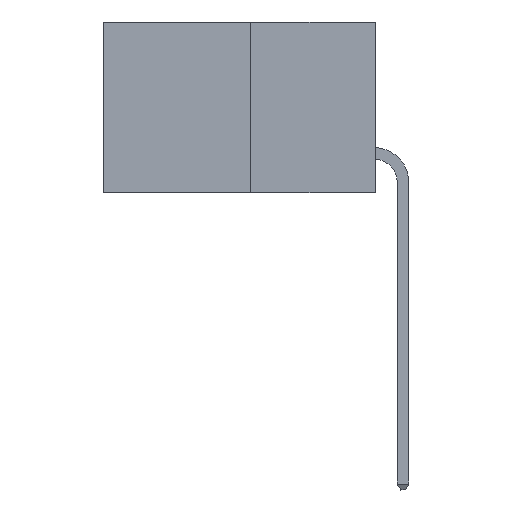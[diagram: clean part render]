
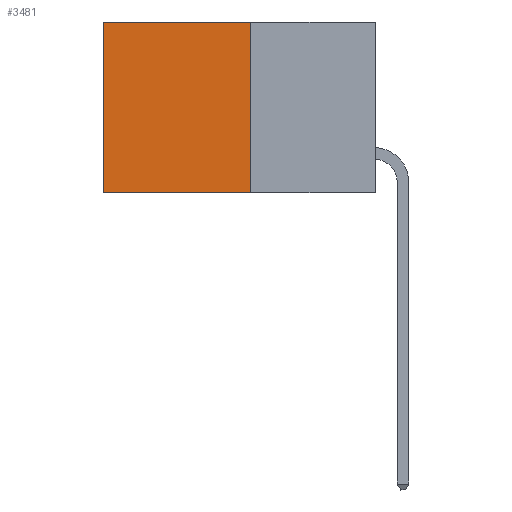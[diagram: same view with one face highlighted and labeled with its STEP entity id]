
A CAD part, left-side view. The second image highlights one B-rep face of the part: STEP entity #3481.
In plain terms, the highlighted planar face has unit normal (-1, 0, 0).
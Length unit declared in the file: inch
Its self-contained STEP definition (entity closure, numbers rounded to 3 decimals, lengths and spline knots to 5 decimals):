
#198 = AXIS2_PLACEMENT_3D ( 'NONE', #1769, #1409, #1381 ) ;
#400 = VECTOR ( 'NONE', #7774, 39.37008 ) ;
#559 = EDGE_CURVE ( 'NONE', #8703, #2118, #9939, .T. ) ;
#706 = EDGE_LOOP ( 'NONE', ( #10123, #892, #9404, #3381 ) ) ;
#707 = DIRECTION ( 'NONE',  ( 0., 0., -1. ) ) ;
#892 = ORIENTED_EDGE ( 'NONE', *, *, #9478, .F. ) ;
#915 = EDGE_CURVE ( 'NONE', #4333, #8703, #4989, .T. ) ;
#1381 = DIRECTION ( 'NONE',  ( 0., 0., -1. ) ) ;
#1409 = DIRECTION ( 'NONE',  ( 1., 0., 0. ) ) ;
#1511 = CARTESIAN_POINT ( 'NONE',  ( 0.277, 0.27, -0.37 ) ) ;
#1769 = CARTESIAN_POINT ( 'NONE',  ( 0.277, 0.27, -0.37 ) ) ;
#2101 = PLANE ( 'NONE',  #198 ) ;
#2118 = VERTEX_POINT ( 'NONE', #7732 ) ;
#2205 = LINE ( 'NONE', #7579, #10222 ) ;
#2283 = CARTESIAN_POINT ( 'NONE',  ( 0.277, 0.27, -0.37 ) ) ;
#2559 = CARTESIAN_POINT ( 'NONE',  ( 0.277, 0.27, 0. ) ) ;
#2845 = DIRECTION ( 'NONE',  ( 0., 0., -1. ) ) ;
#3381 = ORIENTED_EDGE ( 'NONE', *, *, #915, .T. ) ;
#3481 = ADVANCED_FACE ( 'NONE', ( #4320 ), #2101, .F. ) ;
#4320 = FACE_OUTER_BOUND ( 'NONE', #706, .T. ) ;
#4333 = VERTEX_POINT ( 'NONE', #6528 ) ;
#4989 = LINE ( 'NONE', #2559, #400 ) ;
#5223 = CARTESIAN_POINT ( 'NONE',  ( 0.277, 0.59, 0. ) ) ;
#5232 = DIRECTION ( 'NONE',  ( 0., 1., 0. ) ) ;
#6528 = CARTESIAN_POINT ( 'NONE',  ( 0.277, 0.27, 0. ) ) ;
#6537 = VERTEX_POINT ( 'NONE', #2283 ) ;
#7579 = CARTESIAN_POINT ( 'NONE',  ( 0.277, 0.27, -0.37 ) ) ;
#7732 = CARTESIAN_POINT ( 'NONE',  ( 0.277, 0.59, -0.37 ) ) ;
#7774 = DIRECTION ( 'NONE',  ( 0., 1., 0. ) ) ;
#7959 = VECTOR ( 'NONE', #2845, 39.37008 ) ;
#8361 = LINE ( 'NONE', #1511, #9871 ) ;
#8420 = CARTESIAN_POINT ( 'NONE',  ( 0.277, 0.59, -0.37 ) ) ;
#8703 = VERTEX_POINT ( 'NONE', #5223 ) ;
#9404 = ORIENTED_EDGE ( 'NONE', *, *, #9782, .F. ) ;
#9478 = EDGE_CURVE ( 'NONE', #6537, #2118, #2205, .T. ) ;
#9782 = EDGE_CURVE ( 'NONE', #4333, #6537, #8361, .T. ) ;
#9871 = VECTOR ( 'NONE', #707, 39.37008 ) ;
#9939 = LINE ( 'NONE', #8420, #7959 ) ;
#10123 = ORIENTED_EDGE ( 'NONE', *, *, #559, .T. ) ;
#10222 = VECTOR ( 'NONE', #5232, 39.37008 ) ;
